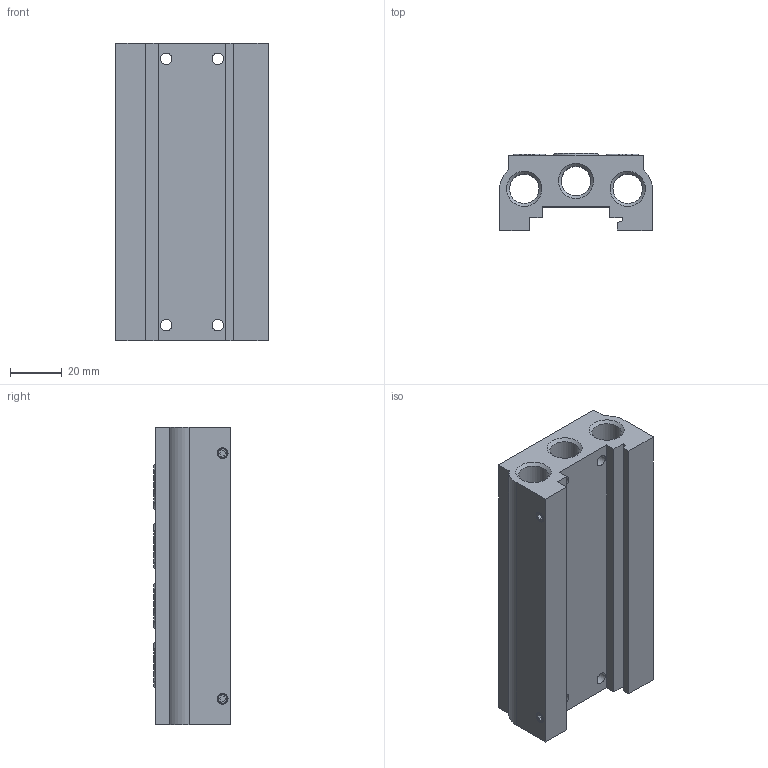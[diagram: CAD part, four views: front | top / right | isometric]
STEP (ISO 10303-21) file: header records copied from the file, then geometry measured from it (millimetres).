
FILE_DESCRIPTION((''),'2;1');
FILE_NAME('888_04.stp','2014-04-01T10:21:25',('airolcr1'),(''),'Autodesk Inventor 2013','Autodesk Inventor 2013','');
FILE_SCHEMA(('AUTOMOTIVE_DESIGN { 1 0 10303 214 1 1 1 1 }'));
Length unit declared in the file: millimetre
Products named in the file (1): 888_04
Bounding box: 59 x 29.68 x 115 mm (x, y, z)
Volume: 119097.4 mm3; surface area: 40108.8 mm2
Topology: 1 solids, 1 shells, 190 faces, 433 edges, 274 vertices
Faces by surface type: cylinder 68, plane 59, cone 48, torus 15
Full cylindrical faces by diameter (mm): 2.459 x10, 3.242 x2, 4.5 x4, 6 x12, 7.25 x4, 10 x8, 11.44 x3, 11.445 x6, 13 x6, 13.94 x4, 17.5 x7
Entity records: 4371 total; most frequent: DIRECTION 802, CARTESIAN_POINT 667, ORIENTED_EDGE 506, EDGE_LOOP 362, AXIS2_PLACEMENT_3D 358, EDGE_CURVE 253, VERTEX_POINT 223, FACE_OUTER_BOUND 190
